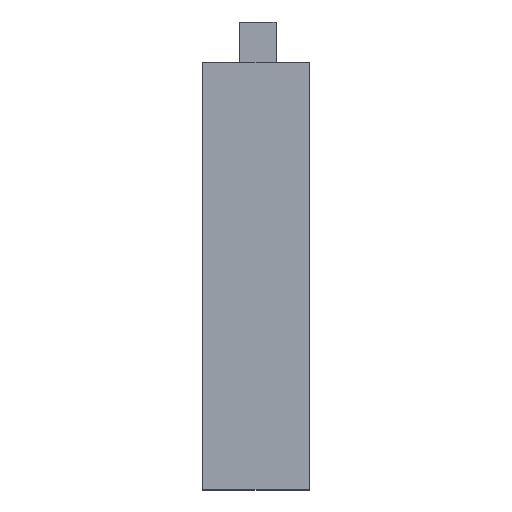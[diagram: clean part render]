
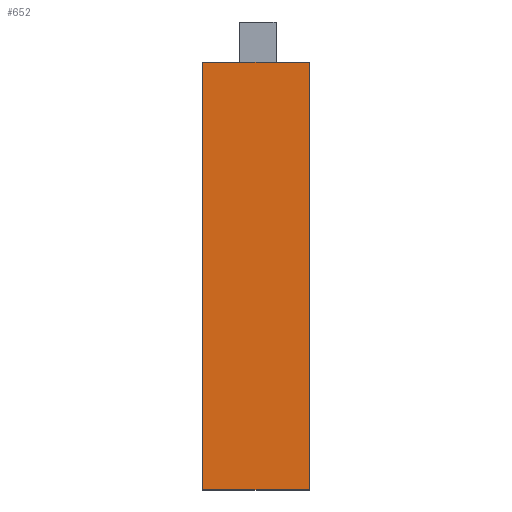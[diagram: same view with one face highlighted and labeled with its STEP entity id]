
A CAD part, top view. The second image highlights one B-rep face of the part: STEP entity #652.
In plain terms, the highlighted planar face has unit normal (0, 0, 1).
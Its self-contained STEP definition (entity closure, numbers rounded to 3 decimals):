
#56=PLANE('',#729);
#92=FACE_OUTER_BOUND('',#152,.T.);
#152=EDGE_LOOP('',(#562,#563,#564,#565));
#192=LINE('',#1031,#252);
#195=LINE('',#1037,#255);
#198=LINE('',#1043,#258);
#201=LINE('',#1047,#261);
#252=VECTOR('',#857,10.);
#255=VECTOR('',#862,10.);
#258=VECTOR('',#867,10.);
#261=VECTOR('',#872,10.);
#344=VERTEX_POINT('',#1028);
#345=VERTEX_POINT('',#1030);
#347=VERTEX_POINT('',#1036);
#349=VERTEX_POINT('',#1042);
#416=EDGE_CURVE('',#345,#344,#192,.T.);
#419=EDGE_CURVE('',#347,#345,#195,.T.);
#422=EDGE_CURVE('',#349,#347,#198,.T.);
#425=EDGE_CURVE('',#344,#349,#201,.T.);
#562=ORIENTED_EDGE('',*,*,#425,.T.);
#563=ORIENTED_EDGE('',*,*,#422,.T.);
#564=ORIENTED_EDGE('',*,*,#419,.T.);
#565=ORIENTED_EDGE('',*,*,#416,.T.);
#652=ADVANCED_FACE('',(#92),#56,.T.);
#729=AXIS2_PLACEMENT_3D('',#1048,#873,#874);
#857=DIRECTION('',(0.,1.,0.));
#862=DIRECTION('',(1.,0.,0.));
#867=DIRECTION('',(0.,-1.,0.));
#872=DIRECTION('',(-1.,0.,0.));
#873=DIRECTION('center_axis',(0.,0.,1.));
#874=DIRECTION('ref_axis',(1.,0.,0.));
#1028=CARTESIAN_POINT('',(16.,64.,13.2));
#1030=CARTESIAN_POINT('',(16.,-64.,13.2));
#1031=CARTESIAN_POINT('',(16.,-64.,13.2));
#1036=CARTESIAN_POINT('',(-16.,-64.,13.2));
#1037=CARTESIAN_POINT('',(-16.,-64.,13.2));
#1042=CARTESIAN_POINT('',(-16.,64.,13.2));
#1043=CARTESIAN_POINT('',(-16.,64.,13.2));
#1047=CARTESIAN_POINT('',(16.,64.,13.2));
#1048=CARTESIAN_POINT('Origin',(0.,0.,13.2));
